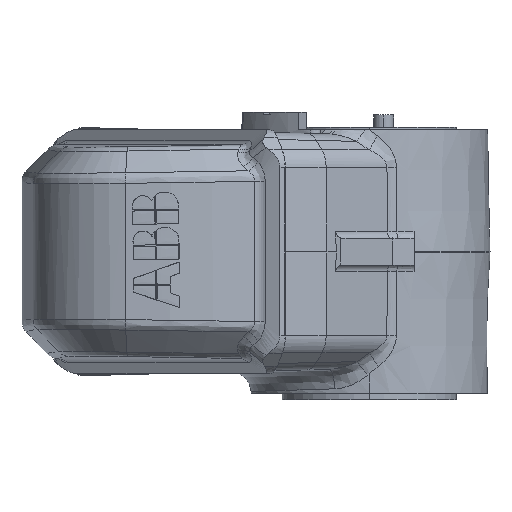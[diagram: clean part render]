
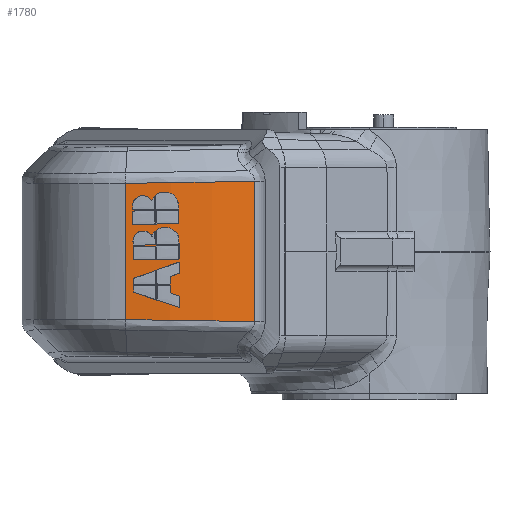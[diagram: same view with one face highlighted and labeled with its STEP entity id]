
A CAD part, left-side view. The second image highlights one B-rep face of the part: STEP entity #1780.
In plain terms, the highlighted cylindrical face has radius 115 mm (diameter 230 mm), a partial arc.
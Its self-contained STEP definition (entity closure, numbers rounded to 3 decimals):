
#411 = VERTEX_POINT ( 'NONE', #10616 ) ;
#694 = CARTESIAN_POINT ( 'NONE',  ( 28.065, 14.502, 205.004 ) ) ;
#808 = CARTESIAN_POINT ( 'NONE',  ( 27.906, 24.717, 203.182 ) ) ;
#912 = CARTESIAN_POINT ( 'NONE',  ( 27.701, 38.311, 199.215 ) ) ;
#980 = CARTESIAN_POINT ( 'NONE',  ( -27.545, 39.224, 198.903 ) ) ;
#1780 = ADVANCED_FACE ( 'NONE', ( #19225 ), #22032, .T. ) ;
#3031 = CARTESIAN_POINT ( 'NONE',  ( 28.053, 15.261, 204.901 ) ) ;
#3088 = EDGE_LOOP ( 'NONE', ( #25263, #27543, #9335, #14786 ) ) ;
#3109 = CARTESIAN_POINT ( 'NONE',  ( -28.08, 4.666, 205.902 ) ) ;
#3137 = CARTESIAN_POINT ( 'NONE',  ( 27.871, 26.982, 202.643 ) ) ;
#3236 = CARTESIAN_POINT ( 'NONE',  ( 27.68, 39.773, 198.677 ) ) ;
#3313 = CARTESIAN_POINT ( 'NONE',  ( -27.454, 45.372, 196.43 ) ) ;
#3408 = AXIS2_PLACEMENT_3D ( 'NONE', #8722, #7727, #7937 ) ;
#4783 = CARTESIAN_POINT ( 'NONE',  ( -28.112, 2.456, 205.961 ) ) ;
#5307 = CARTESIAN_POINT ( 'NONE',  ( 28.241, 3.203, 205.94 ) ) ;
#5406 = CARTESIAN_POINT ( 'NONE',  ( 28.048, 15.575, 204.856 ) ) ;
#5509 = CARTESIAN_POINT ( 'NONE',  ( 27.852, 28.249, 202.321 ) ) ;
#5608 = CARTESIAN_POINT ( 'NONE',  ( 27.665, 40.744, 198.307 ) ) ;
#5685 = CARTESIAN_POINT ( 'NONE',  ( -27.362, 51.385, 193.598 ) ) ;
#5910 = VERTEX_POINT ( 'NONE', #8165 ) ;
#6487 = DIRECTION ( 'NONE',  ( -1., 0., 0. ) ) ;
#6495 = CARTESIAN_POINT ( 'NONE',  ( -27.331, 53.338, 192.56 ) ) ;
#6917 = EDGE_CURVE ( 'NONE', #411, #28413, #17974, .T. ) ;
#6988 = CARTESIAN_POINT ( 'NONE',  ( 43., 53.338, 192.56 ) ) ;
#7638 = CARTESIAN_POINT ( 'NONE',  ( 28.206, 5.473, 205.846 ) ) ;
#7727 = DIRECTION ( 'NONE',  ( -1., 0., 0. ) ) ;
#7739 = CARTESIAN_POINT ( 'NONE',  ( 28.047, 15.653, 204.845 ) ) ;
#7826 = CARTESIAN_POINT ( 'NONE',  ( 27.847, 28.546, 202.243 ) ) ;
#7896 = CARTESIAN_POINT ( 'NONE',  ( -27.977, 11.28, 205.406 ) ) ;
#7922 = CARTESIAN_POINT ( 'NONE',  ( 27.659, 41.142, 198.153 ) ) ;
#7937 = DIRECTION ( 'NONE',  ( 0., 0., 1. ) ) ;
#8165 = CARTESIAN_POINT ( 'NONE',  ( 28.253, 2.456, 205.961 ) ) ;
#8308 = CARTESIAN_POINT ( 'NONE',  ( 0.07, 2.456, 205.961 ) ) ;
#8722 = CARTESIAN_POINT ( 'NONE',  ( 43., -0.615, 91.002 ) ) ;
#9335 = ORIENTED_EDGE ( 'NONE', *, *, #17305, .F. ) ;
#9947 = CARTESIAN_POINT ( 'NONE',  ( 28.152, 8.995, 205.61 ) ) ;
#10048 = CARTESIAN_POINT ( 'NONE',  ( 28.047, 15.672, 204.842 ) ) ;
#10149 = CARTESIAN_POINT ( 'NONE',  ( 27.846, 28.636, 202.219 ) ) ;
#10227 = CARTESIAN_POINT ( 'NONE',  ( -27.838, 20.058, 204.215 ) ) ;
#10254 = CARTESIAN_POINT ( 'NONE',  ( 27.658, 41.237, 198.116 ) ) ;
#10616 = CARTESIAN_POINT ( 'NONE',  ( 27.471, 53.338, 192.56 ) ) ;
#10952 = VERTEX_POINT ( 'NONE', #4783 ) ;
#11645 = CARTESIAN_POINT ( 'NONE',  ( -28.112, 2.456, 205.961 ) ) ;
#11922 = VECTOR ( 'NONE', #24118, 1000. ) ;
#12154 = CARTESIAN_POINT ( 'NONE',  ( 28.253, 2.456, 205.961 ) ) ;
#12246 = CARTESIAN_POINT ( 'NONE',  ( 28.103, 12.082, 205.302 ) ) ;
#12342 = CARTESIAN_POINT ( 'NONE',  ( 28.008, 18.121, 204.492 ) ) ;
#12443 = CARTESIAN_POINT ( 'NONE',  ( 27.79, 32.349, 201.198 ) ) ;
#12507 = CARTESIAN_POINT ( 'NONE',  ( -27.672, 30.809, 201.647 ) ) ;
#12535 = CARTESIAN_POINT ( 'NONE',  ( 27.591, 45.699, 196.371 ) ) ;
#12547 = VECTOR ( 'NONE', #6487, 1000. ) ;
#14513 = B_SPLINE_CURVE_WITH_KNOTS ( 'NONE', 3,
 ( #11645, #3109, #21546, #7896, #23800, #10227, #25973, #12507, #28040, #14797, #980, #17150, #3313, #19398, #5685, #21639 ),
 .UNSPECIFIED., .F., .F.,
 ( 4, 2, 2, 2, 2, 2, 2, 4 ),
 ( 0., 0.125, 0.25, 0.5, 0.625, 0.75, 0.875, 1. ),
 .UNSPECIFIED. ) ;
#14523 = CARTESIAN_POINT ( 'NONE',  ( 28.076, 13.818, 205.093 ) ) ;
#14626 = CARTESIAN_POINT ( 'NONE',  ( 27.922, 23.67, 203.414 ) ) ;
#14722 = CARTESIAN_POINT ( 'NONE',  ( 27.727, 36.605, 199.818 ) ) ;
#14742 = B_SPLINE_CURVE_WITH_KNOTS ( 'NONE', 3,
 ( #12154, #25639, #5307, #21284, #7638, #23529, #9947, #25732, #12246, #27797, #14523, #694, #16876, #3031, #19120, #5406, #21378, #7739, #23627, #10048, #25819, #12342, #27880, #14626, #808, #16974, #3137, #19224, #5509, #21470, #7826, #23724, #10149, #25906, #12443, #27977, #14722, #912, #17076, #3236, #19326, #5608, #21572, #7922, #23826, #10254, #25994, #12535, #28062, #14822 ),
 .UNSPECIFIED., .F., .F.,
 ( 4, 2, 2, 2, 2, 2, 1, 1, 1, 1, 1, 1, 2, 2, 2, 2, 1, 1, 1, 1, 2, 2, 2, 2, 2, 1, 1, 1, 1, 2, 2, 4 ),
 ( 0., 0.063, 0.125, 0.188, 0.219, 0.234, 0.242, 0.246, 0.248, 0.249, 0.25, 0.25, 0.25, 0.25, 0.375, 0.438, 0.469, 0.484, 0.492, 0.496, 0.498, 0.5, 0.625, 0.688, 0.719, 0.734, 0.742, 0.746, 0.748, 0.749, 0.75, 1. ),
 .UNSPECIFIED. ) ;
#14786 = ORIENTED_EDGE ( 'NONE', *, *, #18053, .T. ) ;
#14797 = CARTESIAN_POINT ( 'NONE',  ( -27.576, 37.144, 199.649 ) ) ;
#14822 = CARTESIAN_POINT ( 'NONE',  ( 27.471, 53.338, 192.56 ) ) ;
#16876 = CARTESIAN_POINT ( 'NONE',  ( 28.06, 14.849, 204.958 ) ) ;
#16974 = CARTESIAN_POINT ( 'NONE',  ( 27.883, 26.236, 202.824 ) ) ;
#17076 = CARTESIAN_POINT ( 'NONE',  ( 27.693, 38.89, 199.005 ) ) ;
#17150 = CARTESIAN_POINT ( 'NONE',  ( -27.484, 43.338, 197.294 ) ) ;
#17305 = EDGE_CURVE ( 'NONE', #10952, #28413, #14513, .T. ) ;
#17974 = LINE ( 'NONE', #6988, #12547 ) ;
#18053 = EDGE_CURVE ( 'NONE', #10952, #5910, #25307, .T. ) ;
#19120 = CARTESIAN_POINT ( 'NONE',  ( 28.05, 15.47, 204.871 ) ) ;
#19224 = CARTESIAN_POINT ( 'NONE',  ( 27.858, 27.83, 202.429 ) ) ;
#19225 = FACE_OUTER_BOUND ( 'NONE', #3088, .T. ) ;
#19326 = CARTESIAN_POINT ( 'NONE',  ( 27.673, 40.218, 198.509 ) ) ;
#19398 = CARTESIAN_POINT ( 'NONE',  ( -27.393, 49.395, 194.582 ) ) ;
#21065 = EDGE_CURVE ( 'NONE', #5910, #411, #14742, .T. ) ;
#21284 = CARTESIAN_POINT ( 'NONE',  ( 28.22, 4.577, 205.886 ) ) ;
#21378 = CARTESIAN_POINT ( 'NONE',  ( 28.048, 15.627, 204.849 ) ) ;
#21470 = CARTESIAN_POINT ( 'NONE',  ( 27.849, 28.457, 202.266 ) ) ;
#21546 = CARTESIAN_POINT ( 'NONE',  ( -28.046, 6.872, 205.779 ) ) ;
#21572 = CARTESIAN_POINT ( 'NONE',  ( 27.661, 41.009, 198.204 ) ) ;
#21639 = CARTESIAN_POINT ( 'NONE',  ( -27.331, 53.338, 192.56 ) ) ;
#22032 = CYLINDRICAL_SURFACE ( 'NONE', #3408, 115. ) ;
#23529 = CARTESIAN_POINT ( 'NONE',  ( 28.172, 7.682, 205.707 ) ) ;
#23627 = CARTESIAN_POINT ( 'NONE',  ( 28.047, 15.665, 204.843 ) ) ;
#23724 = CARTESIAN_POINT ( 'NONE',  ( 27.847, 28.605, 202.228 ) ) ;
#23800 = CARTESIAN_POINT ( 'NONE',  ( -27.942, 13.483, 205.156 ) ) ;
#23826 = CARTESIAN_POINT ( 'NONE',  ( 27.658, 41.199, 198.131 ) ) ;
#24118 = DIRECTION ( 'NONE',  ( 1., 0., 0. ) ) ;
#25263 = ORIENTED_EDGE ( 'NONE', *, *, #21065, .T. ) ;
#25307 = LINE ( 'NONE', #8308, #11922 ) ;
#25639 = CARTESIAN_POINT ( 'NONE',  ( 28.249, 2.725, 205.953 ) ) ;
#25732 = CARTESIAN_POINT ( 'NONE',  ( 28.116, 11.272, 205.388 ) ) ;
#25819 = CARTESIAN_POINT ( 'NONE',  ( 28.047, 15.677, 204.842 ) ) ;
#25906 = CARTESIAN_POINT ( 'NONE',  ( 27.819, 30.415, 201.751 ) ) ;
#25973 = CARTESIAN_POINT ( 'NONE',  ( -27.77, 24.39, 203.337 ) ) ;
#25994 = CARTESIAN_POINT ( 'NONE',  ( 27.658, 41.257, 198.108 ) ) ;
#27543 = ORIENTED_EDGE ( 'NONE', *, *, #6917, .T. ) ;
#27797 = CARTESIAN_POINT ( 'NONE',  ( 28.083, 13.374, 205.148 ) ) ;
#27880 = CARTESIAN_POINT ( 'NONE',  ( 27.972, 20.424, 204.082 ) ) ;
#27977 = CARTESIAN_POINT ( 'NONE',  ( 27.743, 35.509, 200.186 ) ) ;
#28040 = CARTESIAN_POINT ( 'NONE',  ( -27.639, 32.937, 201.02 ) ) ;
#28062 = CARTESIAN_POINT ( 'NONE',  ( 27.529, 49.713, 194.486 ) ) ;
#28413 = VERTEX_POINT ( 'NONE', #6495 ) ;
